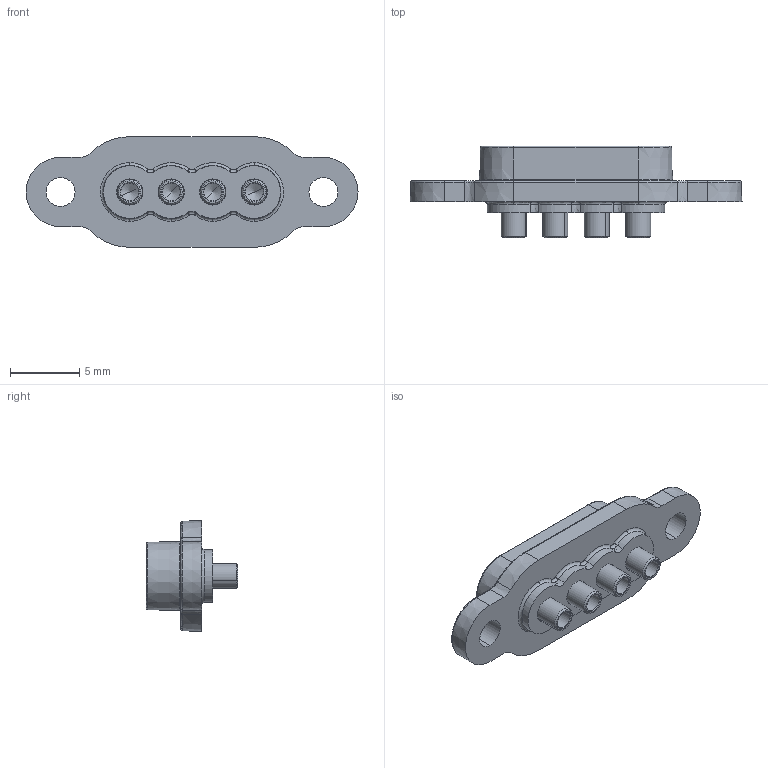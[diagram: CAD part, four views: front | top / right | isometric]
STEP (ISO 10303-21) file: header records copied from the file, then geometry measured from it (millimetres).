
FILE_DESCRIPTION (( 'STEP AP214' ), '1' );
FILE_NAME ('UEBK-30265.STEP', '2020-08-12T08:00:44', ( '' ), ( '' ), 'SwSTEP 2.0', 'SolidWorks 2020', '' );
FILE_SCHEMA (( 'AUTOMOTIVE_DESIGN' ));
Length unit declared in the file: millimetre
Products named in the file (3): UEBK-30265-Gehäuse; UEBK-30265; UEBK-30265-Pin
Assembly tree (5 placements, depth 2):
  UEBK-30265
    UEBK-30265-Pin  x4
    UEBK-30265-Gehäuse
Bounding box: 24 x 6.6 x 8 mm (x, y, z)
Volume: 417.5 mm3; surface area: 793.4 mm2
Topology: 5 solids, 5 shells, 223 faces, 529 edges, 326 vertices
Faces by surface type: cone 87, cylinder 54, bspline 50, plane 32
Entity records: 6918 total; most frequent: CARTESIAN_POINT 2003, ORIENTED_EDGE 742, DIRECTION 709, EDGE_CURVE 371, AXIS2_PLACEMENT_3D 305, VERTEX_POINT 233, CIRCLE 196, EDGE_LOOP 172
